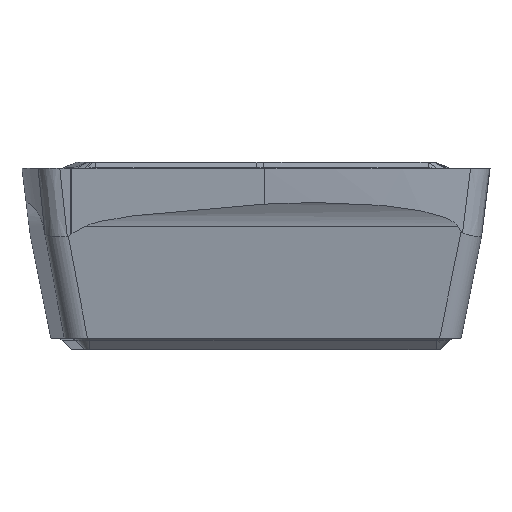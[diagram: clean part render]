
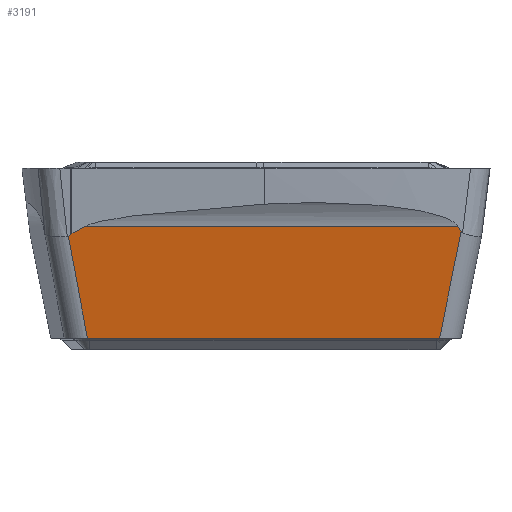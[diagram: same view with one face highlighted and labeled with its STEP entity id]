
A CAD part, front view. The second image highlights one B-rep face of the part: STEP entity #3191.
In plain terms, the highlighted planar face has unit normal (0.037, -0.981, -0.191).
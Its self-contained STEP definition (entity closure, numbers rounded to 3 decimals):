
#28=DIRECTION('',(-0.18,-0.194,0.964));
#29=VECTOR('',#28,3.728);
#30=CARTESIAN_POINT('',(-5.942,-7.227,-6.));
#31=LINE('',#30,#29);
#36=DIRECTION('',(0.742,-0.101,0.663));
#37=VECTOR('',#36,0.1);
#38=CARTESIAN_POINT('',(-6.614,-7.952,-2.406));
#39=LINE('',#38,#37);
#43=DIRECTION('',(0.883,-0.057,0.466));
#44=VECTOR('',#43,0.542);
#45=CARTESIAN_POINT('',(-6.488,-7.967,-2.303));
#46=LINE('',#45,#44);
#50=CARTESIAN_POINT('',(7.11,-7.501,-2.05));
#51=CARTESIAN_POINT('',(7.15,-7.487,-2.113));
#52=CARTESIAN_POINT('',(7.191,-7.474,-2.176));
#53=CARTESIAN_POINT('',(7.231,-7.46,-2.239));
#58=DIRECTION('',(-0.194,0.18,-0.964));
#59=VECTOR('',#58,3.9);
#60=CARTESIAN_POINT('',(7.231,-7.46,-2.239));
#61=LINE('',#60,#59);
#65=DIRECTION('',(0.999,0.038,0.));
#66=VECTOR('',#65,12.424);
#67=CARTESIAN_POINT('',(-5.942,-7.227,-6.));
#68=LINE('',#67,#66);
#678=CARTESIAN_POINT('',(-6.488,-7.967,
-2.303));
#679=CARTESIAN_POINT('',(-6.507,-7.966,
-2.313));
#680=CARTESIAN_POINT('',(-6.524,-7.964,
-2.325));
#681=CARTESIAN_POINT('',(-6.54,-7.962,
-2.339));
#769=DIRECTION('',(-0.999,-0.038,0.));
#770=VECTOR('',#769,13.129);
#771=CARTESIAN_POINT('',(7.11,-7.501,-2.05));
#772=LINE('',#771,#770);
#2886=CARTESIAN_POINT('',(-5.942,-7.227,-6.));
#2887=CARTESIAN_POINT('',(6.472,-6.757,
-6.));
#2888=VERTEX_POINT('',#2886);
#2889=VERTEX_POINT('',#2887);
#2890=CARTESIAN_POINT('',(-6.614,-7.952,
-2.406));
#2891=VERTEX_POINT('',#2890);
#2892=CARTESIAN_POINT('',(-6.54,-7.962,
-2.339));
#2893=VERTEX_POINT('',#2892);
#2894=VERTEX_POINT('',#678);
#2895=CARTESIAN_POINT('',(-6.01,-7.998,
-2.05));
#2896=VERTEX_POINT('',#2895);
#2897=CARTESIAN_POINT('',(7.11,-7.501,
-2.05));
#2898=VERTEX_POINT('',#2897);
#2899=VERTEX_POINT('',#53);
#3168=CARTESIAN_POINT('',(0.278,-7.327,-4.275));
#3169=DIRECTION('',(0.037,-0.981,-0.191));
#3170=DIRECTION('',(0.007,-0.191,0.982));
#3171=AXIS2_PLACEMENT_3D('',#3168,#3169,#3170);
#3172=PLANE('',#3171);
#3174=ORIENTED_EDGE('',*,*,#3173,.F.);
#3176=ORIENTED_EDGE('',*,*,#3175,.T.);
#3178=ORIENTED_EDGE('',*,*,#3177,.T.);
#3180=ORIENTED_EDGE('',*,*,#3179,.F.);
#3182=ORIENTED_EDGE('',*,*,#3181,.T.);
#3184=ORIENTED_EDGE('',*,*,#3183,.F.);
#3186=ORIENTED_EDGE('',*,*,#3185,.T.);
#3188=ORIENTED_EDGE('',*,*,#3187,.T.);
#3189=EDGE_LOOP('',(#3174,#3176,#3178,#3180,#3182,#3184,#3186,#3188));
#3190=FACE_OUTER_BOUND('',#3189,.F.);
#54=B_SPLINE_CURVE_WITH_KNOTS('',3,(#50,#51,#52,#53),.UNSPECIFIED.,.F.,.F.,(4,
4),(0.,1.),.UNSPECIFIED.);
#682=B_SPLINE_CURVE_WITH_KNOTS('',3,(#678,#679,#680,#681),.UNSPECIFIED.,.F.,.F.,
(4,4),(0.,1.),.UNSPECIFIED.);
#3173=EDGE_CURVE('',#2888,#2889,#68,.T.);
#3175=EDGE_CURVE('',#2888,#2891,#31,.T.);
#3177=EDGE_CURVE('',#2891,#2893,#39,.T.);
#3179=EDGE_CURVE('',#2894,#2893,#682,.T.);
#3181=EDGE_CURVE('',#2894,#2896,#46,.T.);
#3183=EDGE_CURVE('',#2898,#2896,#772,.T.);
#3185=EDGE_CURVE('',#2898,#2899,#54,.T.);
#3187=EDGE_CURVE('',#2899,#2889,#61,.T.);
#3191=ADVANCED_FACE('',(#3190),#3172,.T.);
